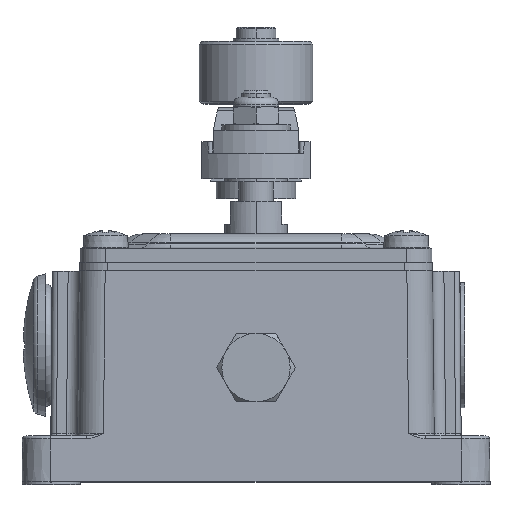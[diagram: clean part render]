
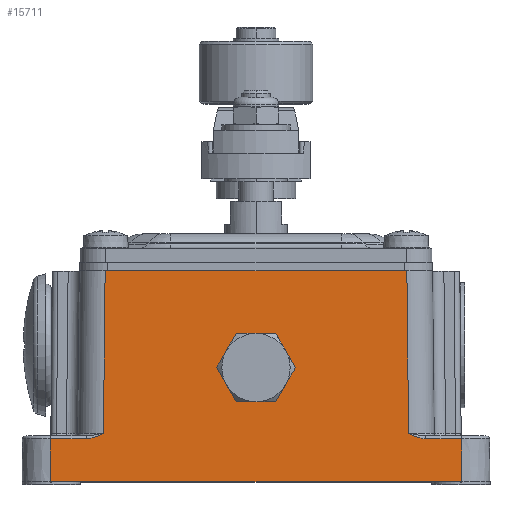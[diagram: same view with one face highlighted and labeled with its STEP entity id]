
A CAD part, top view. The second image highlights one B-rep face of the part: STEP entity #15711.
In plain terms, the highlighted planar face has unit normal (0, 0.003, 1).
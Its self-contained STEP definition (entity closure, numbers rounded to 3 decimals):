
#1872=DIRECTION('',(1.,0.,0.));
#1873=VECTOR('',#1872,71.8);
#1874=CARTESIAN_POINT('',(-35.9,0.,56.));
#1875=LINE('',#1874,#1873);
#4182=DIRECTION('',(1.,0.,0.));
#4183=VECTOR('',#4182,6.309);
#4184=CARTESIAN_POINT('',(-36.1,7.501,55.98));
#4185=LINE('',#4184,#4183);
#4197=CARTESIAN_POINT('',(-29.791,7.501,55.98));
#4198=CARTESIAN_POINT('',(-29.67,7.501,55.98));
#4199=CARTESIAN_POINT('',(-29.42,7.517,55.98));
#4200=CARTESIAN_POINT('',(-29.014,7.588,55.979));
#4201=CARTESIAN_POINT('',(-28.596,7.704,55.979));
#4202=CARTESIAN_POINT('',(-28.2,7.846,55.979));
#4203=CARTESIAN_POINT('',(-27.849,7.992,55.978));
#4204=CARTESIAN_POINT('',(-27.533,8.136,55.978));
#4205=CARTESIAN_POINT('',(-27.252,8.271,55.978));
#4206=CARTESIAN_POINT('',(-27.004,8.394,55.977));
#4207=CARTESIAN_POINT('',(-26.861,8.466,55.977));
#4208=CARTESIAN_POINT('',(-26.795,8.499,55.977));
#4237=CARTESIAN_POINT('',(0.,14.55,55.961));
#4238=CARTESIAN_POINT('',(-0.642,14.55,
55.961));
#4239=CARTESIAN_POINT('',(-2.03,14.782,55.96));
#4240=CARTESIAN_POINT('',(-3.969,16.032,55.957));
#4241=CARTESIAN_POINT('',(-5.009,17.644,55.952));
#4242=CARTESIAN_POINT('',(-5.393,19.016,55.949));
#4243=CARTESIAN_POINT('',(-5.479,20.,55.946));
#4244=CARTESIAN_POINT('',(-5.393,20.985,55.943));
#4245=CARTESIAN_POINT('',(-5.009,22.356,55.94));
#4246=CARTESIAN_POINT('',(-3.969,23.968,55.935));
#4247=CARTESIAN_POINT('',(-2.03,25.218,55.932));
#4248=CARTESIAN_POINT('',(-0.642,25.451,
55.931));
#4249=CARTESIAN_POINT('',(0.,25.451,55.931));
#4254=CARTESIAN_POINT('',(0.,25.451,55.931));
#4255=CARTESIAN_POINT('',(0.642,25.451,55.931));
#4256=CARTESIAN_POINT('',(2.03,25.218,55.932));
#4257=CARTESIAN_POINT('',(3.969,23.968,55.935));
#4258=CARTESIAN_POINT('',(5.009,22.356,55.94));
#4259=CARTESIAN_POINT('',(5.393,20.985,55.943));
#4260=CARTESIAN_POINT('',(5.479,20.,55.946));
#4261=CARTESIAN_POINT('',(5.393,19.016,55.949));
#4262=CARTESIAN_POINT('',(5.009,17.644,55.952));
#4263=CARTESIAN_POINT('',(3.969,16.032,55.957));
#4264=CARTESIAN_POINT('',(2.03,14.782,55.96));
#4265=CARTESIAN_POINT('',(0.642,14.55,55.961));
#4266=CARTESIAN_POINT('',(0.,14.55,55.961));
#4271=DIRECTION('',(1.,0.,0.));
#4272=VECTOR('',#4271,53.);
#4273=CARTESIAN_POINT('',(-26.5,37.,55.9));
#4274=LINE('',#4273,#4272);
#4278=DIRECTION('',(1.,0.,0.));
#4279=VECTOR('',#4278,0.2);
#4280=CARTESIAN_POINT('',(35.9,0.,56.));
#4281=LINE('',#4280,#4279);
#4285=DIRECTION('',(1.,0.,0.));
#4286=VECTOR('',#4285,0.2);
#4287=CARTESIAN_POINT('',(-36.1,0.,56.));
#4288=LINE('',#4287,#4286);
#8006=DIRECTION('',(0.01,1.,-0.003));
#8007=VECTOR('',#8006,28.503);
#8008=CARTESIAN_POINT('',(-26.795,8.499,55.977));
#8009=LINE('',#8008,#8007);
#8090=DIRECTION('',(0.01,-1.,0.003));
#8091=VECTOR('',#8090,28.503);
#8092=CARTESIAN_POINT('',(26.5,37.,55.9));
#8093=LINE('',#8092,#8091);
#8153=CARTESIAN_POINT('',(26.795,8.499,55.977));
#8169=CARTESIAN_POINT('',(26.795,8.499,55.977));
#8170=CARTESIAN_POINT('',(26.869,8.461,55.977));
#8171=CARTESIAN_POINT('',(27.024,8.384,55.977));
#8172=CARTESIAN_POINT('',(27.277,8.259,55.978));
#8173=CARTESIAN_POINT('',(27.555,8.126,55.978));
#8174=CARTESIAN_POINT('',(27.861,7.987,55.978));
#8175=CARTESIAN_POINT('',(28.199,7.847,55.979));
#8176=CARTESIAN_POINT('',(28.581,7.709,55.979));
#8177=CARTESIAN_POINT('',(28.997,7.592,55.979));
#8178=CARTESIAN_POINT('',(29.416,7.517,55.98));
#8179=CARTESIAN_POINT('',(29.669,7.501,55.98));
#8180=CARTESIAN_POINT('',(29.791,7.501,55.98));
#8192=DIRECTION('',(1.,0.,0.));
#8193=VECTOR('',#8192,6.309);
#8194=CARTESIAN_POINT('',(29.791,7.501,55.98));
#8195=LINE('',#8194,#8193);
#8416=DIRECTION('',(0.,1.,-0.003));
#8417=VECTOR('',#8416,7.501);
#8418=CARTESIAN_POINT('',(36.1,0.,56.));
#8419=LINE('',#8418,#8417);
#9208=DIRECTION('',(0.,1.,-0.003));
#9209=VECTOR('',#9208,7.501);
#9210=CARTESIAN_POINT('',(-36.1,0.,56.));
#9211=LINE('',#9210,#9209);
#10678=CARTESIAN_POINT('',(-36.1,0.,56.));
#10679=VERTEX_POINT('',#10678);
#10680=CARTESIAN_POINT('',(-35.9,0.,56.));
#10681=VERTEX_POINT('',#10680);
#10702=CARTESIAN_POINT('',(35.9,0.,56.));
#10703=VERTEX_POINT('',#10702);
#10704=CARTESIAN_POINT('',(36.1,0.,56.));
#10705=VERTEX_POINT('',#10704);
#10772=CARTESIAN_POINT('',(-26.5,37.,55.9));
#10773=CARTESIAN_POINT('',(26.5,37.,55.9));
#10774=VERTEX_POINT('',#10772);
#10775=VERTEX_POINT('',#10773);
#11070=VERTEX_POINT('',#4237);
#11071=VERTEX_POINT('',#4249);
#11330=CARTESIAN_POINT('',(-36.1,7.501,55.98));
#11331=CARTESIAN_POINT('',(-29.791,7.501,
55.98));
#11332=VERTEX_POINT('',#11330);
#11333=VERTEX_POINT('',#11331);
#11387=CARTESIAN_POINT('',(36.1,7.501,55.98));
#11388=VERTEX_POINT('',#11387);
#11391=CARTESIAN_POINT('',(29.791,7.501,55.98));
#11392=VERTEX_POINT('',#11391);
#11393=VERTEX_POINT('',#8153);
#11396=CARTESIAN_POINT('',(-26.795,8.499,
55.977));
#11397=VERTEX_POINT('',#11396);
#15678=CARTESIAN_POINT('',(37.659,0.,56.));
#15679=DIRECTION('',(0.,-0.003,-1.));
#15680=DIRECTION('',(0.,1.,-0.003));
#15681=AXIS2_PLACEMENT_3D('',#15678,#15679,#15680);
#15682=PLANE('',#15681);
#15683=ORIENTED_EDGE('',*,*,#15611,.T.);
#15684=ORIENTED_EDGE('',*,*,#15670,.T.);
#15686=ORIENTED_EDGE('',*,*,#15685,.T.);
#15687=ORIENTED_EDGE('',*,*,#12073,.T.);
#15689=ORIENTED_EDGE('',*,*,#15688,.T.);
#15691=ORIENTED_EDGE('',*,*,#15690,.T.);
#15693=ORIENTED_EDGE('',*,*,#15692,.T.);
#15695=ORIENTED_EDGE('',*,*,#15694,.F.);
#15697=ORIENTED_EDGE('',*,*,#15696,.F.);
#15698=ORIENTED_EDGE('',*,*,#13176,.F.);
#15700=ORIENTED_EDGE('',*,*,#15699,.F.);
#15702=ORIENTED_EDGE('',*,*,#15701,.T.);
#15703=EDGE_LOOP('',(#15683,#15684,#15686,#15687,#15689,#15691,#15693,#15695,
#15697,#15698,#15700,#15702));
#15704=FACE_OUTER_BOUND('',#15703,.F.);
#15706=ORIENTED_EDGE('',*,*,#15705,.F.);
#15708=ORIENTED_EDGE('',*,*,#15707,.F.);
#15709=EDGE_LOOP('',(#15706,#15708));
#15710=FACE_BOUND('',#15709,.F.);
#15711=ADVANCED_FACE('',(#15704,#15710),#15682,.F.);
#4209=B_SPLINE_CURVE_WITH_KNOTS('',3,(#4197,#4198,#4199,#4200,#4201,#4202,#4203,
#4204,#4205,#4206,#4207,#4208),.UNSPECIFIED.,.F.,.F.,(4,1,1,1,1,1,1,1,1,4),
(0.,0.111,0.222,0.333,0.444,
0.556,0.667,0.778,0.889,1.),
.UNSPECIFIED.);
#4250=B_SPLINE_CURVE_WITH_KNOTS('',3,(#4237,#4238,#4239,#4240,#4241,#4242,#4243,
#4244,#4245,#4246,#4247,#4248,#4249),.UNSPECIFIED.,.F.,.F.,(4,1,1,1,1,1,1,1,1,1,
4),(0.,0.125,0.25,0.375,0.438,0.5,0.563,0.625,0.75,0.875,
1.),.UNSPECIFIED.);
#4267=B_SPLINE_CURVE_WITH_KNOTS('',3,(#4254,#4255,#4256,#4257,#4258,#4259,#4260,
#4261,#4262,#4263,#4264,#4265,#4266),.UNSPECIFIED.,.F.,.F.,(4,1,1,1,1,1,1,1,1,1,
4),(0.,0.125,0.25,0.375,0.438,0.5,0.563,0.625,0.75,0.875,
1.),.UNSPECIFIED.);
#8181=B_SPLINE_CURVE_WITH_KNOTS('',3,(#8169,#8170,#8171,#8172,#8173,#8174,#8175,
#8176,#8177,#8178,#8179,#8180),.UNSPECIFIED.,.F.,.F.,(4,1,1,1,1,1,1,1,1,4),
(0.,0.111,0.222,0.333,0.444,
0.556,0.667,0.778,0.889,1.),
.UNSPECIFIED.);
#12073=EDGE_CURVE('',#10774,#10775,#4274,.T.);
#13176=EDGE_CURVE('',#10681,#10703,#1875,.T.);
#15611=EDGE_CURVE('',#11332,#11333,#4185,.T.);
#15670=EDGE_CURVE('',#11333,#11397,#4209,.T.);
#15685=EDGE_CURVE('',#11397,#10774,#8009,.T.);
#15688=EDGE_CURVE('',#10775,#11393,#8093,.T.);
#15690=EDGE_CURVE('',#11393,#11392,#8181,.T.);
#15692=EDGE_CURVE('',#11392,#11388,#8195,.T.);
#15694=EDGE_CURVE('',#10705,#11388,#8419,.T.);
#15696=EDGE_CURVE('',#10703,#10705,#4281,.T.);
#15699=EDGE_CURVE('',#10679,#10681,#4288,.T.);
#15701=EDGE_CURVE('',#10679,#11332,#9211,.T.);
#15705=EDGE_CURVE('',#11070,#11071,#4250,.T.);
#15707=EDGE_CURVE('',#11071,#11070,#4267,.T.);
